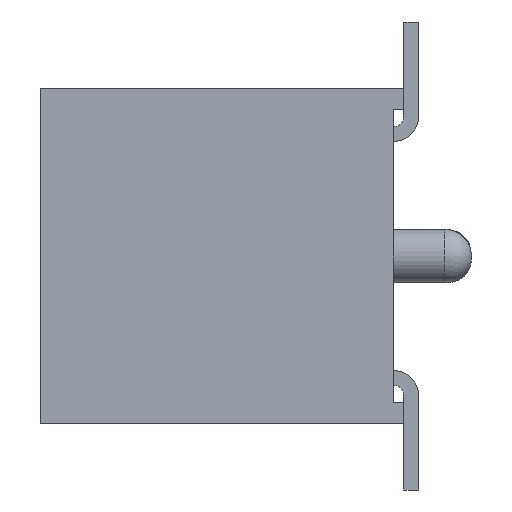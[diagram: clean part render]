
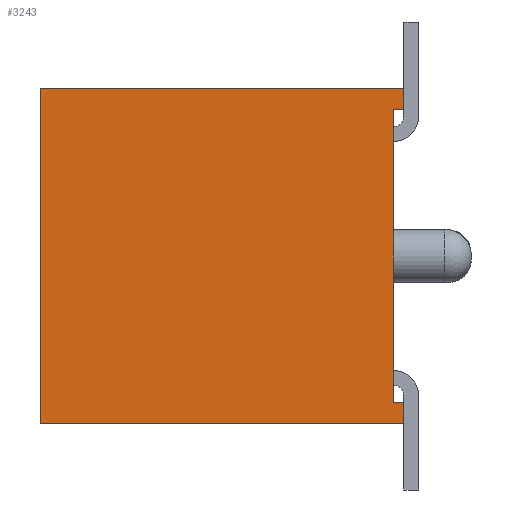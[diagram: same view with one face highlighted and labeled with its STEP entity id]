
A CAD part, left-side view. The second image highlights one B-rep face of the part: STEP entity #3243.
In plain terms, the highlighted planar face has unit normal (-1, 0, 0).
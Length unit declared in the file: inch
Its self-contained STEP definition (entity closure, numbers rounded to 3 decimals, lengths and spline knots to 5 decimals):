
#3243 = ADVANCED_FACE( '', ( #6839 ), #6840, .F. );
#6839 = FACE_OUTER_BOUND( '', #10636, .T. );
#6840 = PLANE( '', #10637 );
#10636 = EDGE_LOOP( '', ( #20977, #20978, #20979, #20980, #20981, #20982, #20983, #20984 ) );
#10637 = AXIS2_PLACEMENT_3D( '', #20985, #20986, #20987 );
#20977 = ORIENTED_EDGE( '', *, *, #24222, .T. );
#20978 = ORIENTED_EDGE( '', *, *, #26828, .T. );
#20979 = ORIENTED_EDGE( '', *, *, #26829, .F. );
#20980 = ORIENTED_EDGE( '', *, *, #23947, .F. );
#20981 = ORIENTED_EDGE( '', *, *, #25622, .T. );
#20982 = ORIENTED_EDGE( '', *, *, #22875, .T. );
#20983 = ORIENTED_EDGE( '', *, *, #26566, .T. );
#20984 = ORIENTED_EDGE( '', *, *, #26786, .T. );
#20985 = CARTESIAN_POINT( '', ( -0.787, 0.17, -0.0785 ) );
#20986 = DIRECTION( '', ( 1., 0., 0. ) );
#20987 = DIRECTION( '', ( 0., 0., -1. ) );
#22875 = EDGE_CURVE( '', #27636, #27634, #27637, .T. );
#23947 = EDGE_CURVE( '', #29529, #29531, #29532, .T. );
#24222 = EDGE_CURVE( '', #29983, #29984, #29985, .T. );
#25622 = EDGE_CURVE( '', #29529, #27636, #32076, .T. );
#26566 = EDGE_CURVE( '', #27634, #33228, #33229, .T. );
#26786 = EDGE_CURVE( '', #33228, #29983, #33471, .T. );
#26828 = EDGE_CURVE( '', #29984, #33517, #33518, .T. );
#26829 = EDGE_CURVE( '', #29531, #33517, #33519, .T. );
#27634 = VERTEX_POINT( '', #34567 );
#27636 = VERTEX_POINT( '', #34570 );
#27637 = LINE( '', #34571, #34572 );
#29529 = VERTEX_POINT( '', #37351 );
#29531 = VERTEX_POINT( '', #37354 );
#29532 = LINE( '', #37355, #37356 );
#29983 = VERTEX_POINT( '', #38045 );
#29984 = VERTEX_POINT( '', #38046 );
#29985 = LINE( '', #38047, #38048 );
#32076 = LINE( '', #41170, #41171 );
#33228 = VERTEX_POINT( '', #42884 );
#33229 = LINE( '', #42885, #42886 );
#33471 = LINE( '', #43238, #43239 );
#33517 = VERTEX_POINT( '', #43318 );
#33518 = LINE( '', #43319, #43320 );
#33519 = LINE( '', #43321, #43322 );
#34567 = CARTESIAN_POINT( '', ( -0.787, 0., -0.0685 ) );
#34570 = CARTESIAN_POINT( '', ( -0.787, 0., -0.0785 ) );
#34571 = CARTESIAN_POINT( '', ( -0.787, 0., -0.0785 ) );
#34572 = VECTOR( '', #43892, 39.37008 );
#37351 = CARTESIAN_POINT( '', ( -0.787, 0.17, -0.0785 ) );
#37354 = CARTESIAN_POINT( '', ( -0.787, 0.17, 0.0785 ) );
#37355 = CARTESIAN_POINT( '', ( -0.787, 0.17, -0.0785 ) );
#37356 = VECTOR( '', #44901, 39.37008 );
#38045 = CARTESIAN_POINT( '', ( -0.787, 0.005, 0.0685 ) );
#38046 = CARTESIAN_POINT( '', ( -0.787, 0., 0.0685 ) );
#38047 = CARTESIAN_POINT( '', ( -0.787, 0.005, 0.0685 ) );
#38048 = VECTOR( '', #45149, 39.37008 );
#41170 = CARTESIAN_POINT( '', ( -0.787, 0.17, -0.0785 ) );
#41171 = VECTOR( '', #46394, 39.37008 );
#42884 = CARTESIAN_POINT( '', ( -0.787, 0.005, -0.0685 ) );
#42885 = CARTESIAN_POINT( '', ( -0.787, 0., -0.0685 ) );
#42886 = VECTOR( '', #47031, 39.37008 );
#43238 = CARTESIAN_POINT( '', ( -0.787, 0.005, -0.0685 ) );
#43239 = VECTOR( '', #47157, 39.37008 );
#43318 = CARTESIAN_POINT( '', ( -0.787, 0., 0.0785 ) );
#43319 = CARTESIAN_POINT( '', ( -0.787, 0., -0.0785 ) );
#43320 = VECTOR( '', #47191, 39.37008 );
#43321 = CARTESIAN_POINT( '', ( -0.787, 0.17, 0.0785 ) );
#43322 = VECTOR( '', #47192, 39.37008 );
#43892 = DIRECTION( '', ( 0., 0., 1. ) );
#44901 = DIRECTION( '', ( 0., 0., 1. ) );
#45149 = DIRECTION( '', ( 0., -1., 0. ) );
#46394 = DIRECTION( '', ( 0., -1., 0. ) );
#47031 = DIRECTION( '', ( 0., 1., 0. ) );
#47157 = DIRECTION( '', ( 0., 0., 1. ) );
#47191 = DIRECTION( '', ( 0., 0., 1. ) );
#47192 = DIRECTION( '', ( 0., -1., 0. ) );
